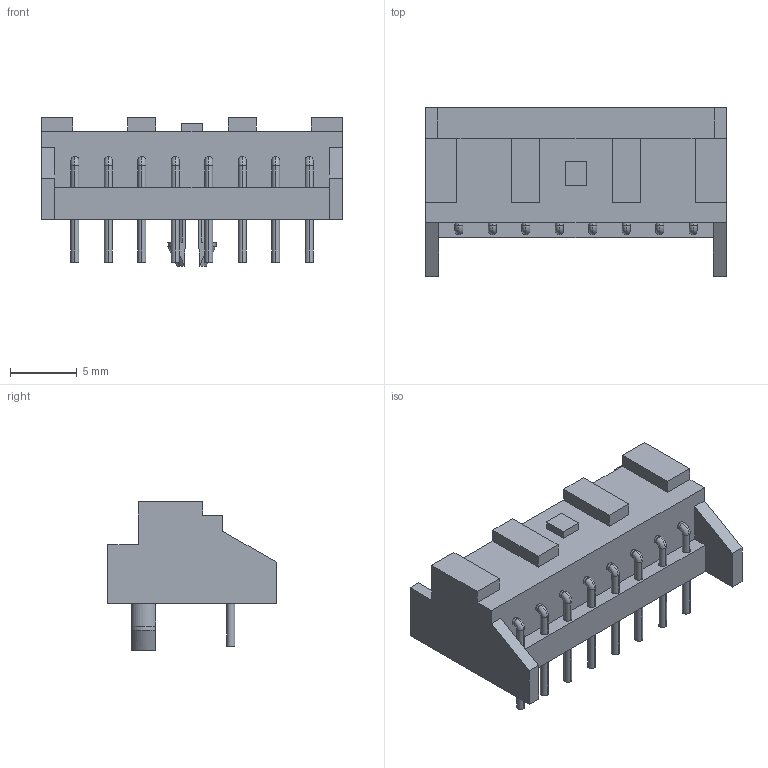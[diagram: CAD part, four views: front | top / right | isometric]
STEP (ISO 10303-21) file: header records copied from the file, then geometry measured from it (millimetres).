
FILE_DESCRIPTION (( 'STEP AP214' ), '1' );
FILE_NAME ('S08B-XASK-1.STEP', '2010-06-11T06:48:18', ( ' ' ), ( '' ), 'SwSTEP 2.0', 'SolidWorks 2009', '' );
FILE_SCHEMA (( 'AUTOMOTIVE_DESIGN' ));
Length unit declared in the file: millimetre
Products named in the file (1): S08B-XASK-1
Bounding box: 22.5 x 12.6 x 11.1 mm (x, y, z)
Volume: 852.9 mm3; surface area: 1350.3 mm2
Topology: 1 solids, 1 shells, 155 faces, 366 edges, 232 vertices
Faces by surface type: cylinder 70, plane 67, torus 16, bspline 2
Entity records: 6447 total; most frequent: CARTESIAN_POINT 975, DIRECTION 826, ORIENTED_EDGE 732, EDGE_CURVE 366, AXIS2_PLACEMENT_3D 309, VERTEX_POINT 232, VECTOR 208, LINE 208
